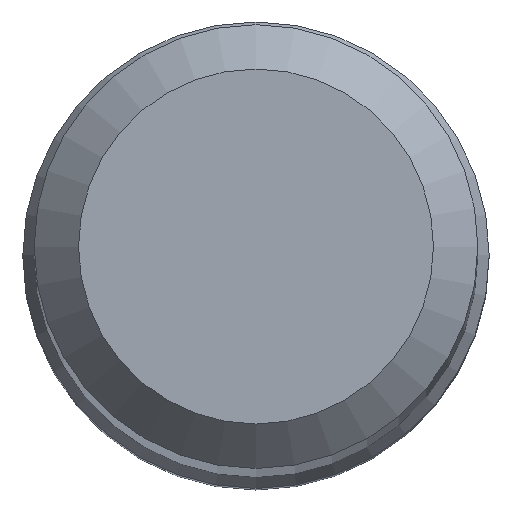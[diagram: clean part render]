
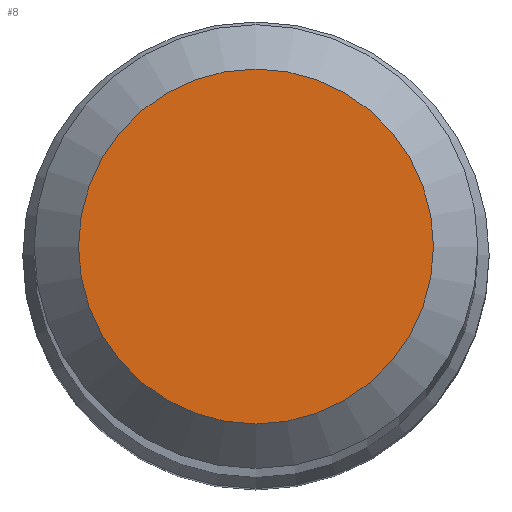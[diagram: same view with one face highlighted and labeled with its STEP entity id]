
A CAD part, top view. The second image highlights one B-rep face of the part: STEP entity #8.
In plain terms, the highlighted planar face has unit normal (0, 0, 1).
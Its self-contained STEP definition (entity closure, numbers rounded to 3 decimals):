
#8 = ADVANCED_FACE ( 'NONE', ( #32 ), #74, .T. ) ;
#13 = DIRECTION ( 'NONE',  ( 0., 0., 1. ) ) ;
#31 = EDGE_LOOP ( 'NONE', ( #81 ) ) ;
#32 = FACE_OUTER_BOUND ( 'NONE', #31, .T. ) ;
#42 = AXIS2_PLACEMENT_3D ( 'NONE', #159, #13, #209 ) ;
#46 = CIRCLE ( 'NONE', #75, 4. ) ;
#48 = VERTEX_POINT ( 'NONE', #163 ) ;
#62 = CARTESIAN_POINT ( 'NONE',  ( 0., 0., 133. ) ) ;
#74 = PLANE ( 'NONE',  #42 ) ;
#75 = AXIS2_PLACEMENT_3D ( 'NONE', #62, #114, #130 ) ;
#81 = ORIENTED_EDGE ( 'NONE', *, *, #128, .F. ) ;
#114 = DIRECTION ( 'NONE',  ( 0., 0., -1. ) ) ;
#128 = EDGE_CURVE ( 'NONE', #48, #48, #46, .T. ) ;
#130 = DIRECTION ( 'NONE',  ( 0., 1., 0. ) ) ;
#159 = CARTESIAN_POINT ( 'NONE',  ( 0., 0., 133. ) ) ;
#163 = CARTESIAN_POINT ( 'NONE',  ( 0., 4., 133. ) ) ;
#209 = DIRECTION ( 'NONE',  ( 0., -1., 0. ) ) ;
